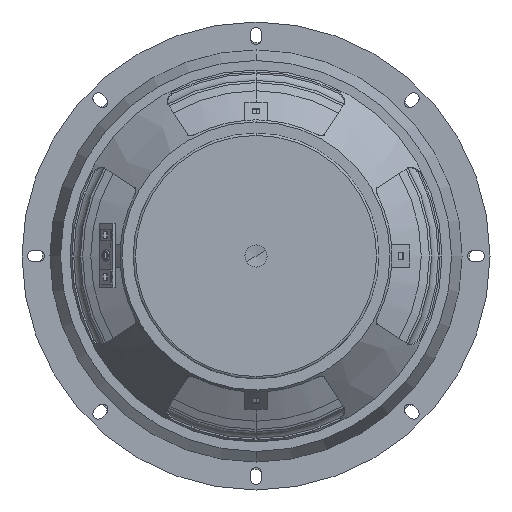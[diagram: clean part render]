
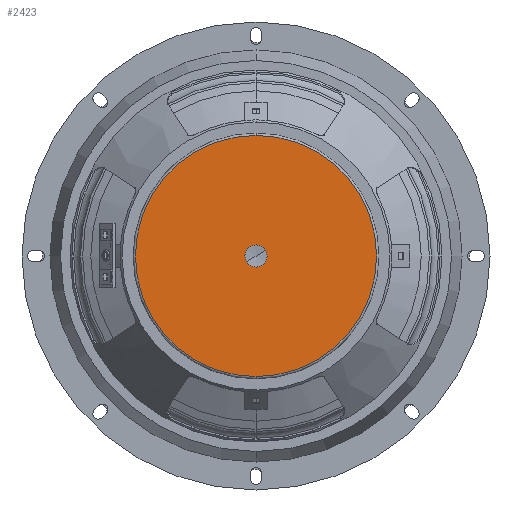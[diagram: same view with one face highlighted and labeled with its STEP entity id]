
A CAD part, front view. The second image highlights one B-rep face of the part: STEP entity #2423.
In plain terms, the highlighted planar face has unit normal (0, -1, 0).
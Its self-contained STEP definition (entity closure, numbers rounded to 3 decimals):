
#58 = AXIS2_PLACEMENT_3D ( 'NONE', #5259, #14026, #894 ) ;
#511 = EDGE_CURVE ( 'NONE', #1981, #11380, #10955, .T. ) ;
#562 = DIRECTION ( 'NONE',  ( 0., 0., -1. ) ) ;
#821 = PLANE ( 'NONE',  #58 ) ;
#894 = DIRECTION ( 'NONE',  ( 0., 0., -1. ) ) ;
#1981 = VERTEX_POINT ( 'NONE', #5063 ) ;
#2419 = ORIENTED_EDGE ( 'NONE', *, *, #4560, .T. ) ;
#2423 = ADVANCED_FACE ( 'NONE', ( #12733, #6352 ), #821, .T. ) ;
#2463 = EDGE_CURVE ( 'NONE', #6874, #11649, #4177, .T. ) ;
#2556 = EDGE_LOOP ( 'NONE', ( #4085, #2419 ) ) ;
#2687 = DIRECTION ( 'NONE',  ( 0., -1., 0. ) ) ;
#2878 = DIRECTION ( 'NONE',  ( 0., -1., 0. ) ) ;
#2933 = ORIENTED_EDGE ( 'NONE', *, *, #5597, .F. ) ;
#3096 = EDGE_LOOP ( 'NONE', ( #2933, #4390 ) ) ;
#3119 = AXIS2_PLACEMENT_3D ( 'NONE', #3780, #2687, #562 ) ;
#3780 = CARTESIAN_POINT ( 'NONE',  ( 0., -8., 0. ) ) ;
#4085 = ORIENTED_EDGE ( 'NONE', *, *, #511, .T. ) ;
#4177 = CIRCLE ( 'NONE', #12897, 5. ) ;
#4359 = DIRECTION ( 'NONE',  ( 0., 0., -1. ) ) ;
#4390 = ORIENTED_EDGE ( 'NONE', *, *, #2463, .F. ) ;
#4560 = EDGE_CURVE ( 'NONE', #11380, #1981, #13168, .T. ) ;
#5063 = CARTESIAN_POINT ( 'NONE',  ( 0., -8., -54. ) ) ;
#5259 = CARTESIAN_POINT ( 'NONE',  ( 0., -8., 0. ) ) ;
#5597 = EDGE_CURVE ( 'NONE', #11649, #6874, #5891, .T. ) ;
#5891 = CIRCLE ( 'NONE', #3119, 5. ) ;
#6352 = FACE_OUTER_BOUND ( 'NONE', #2556, .T. ) ;
#6801 = CARTESIAN_POINT ( 'NONE',  ( 0., -8., -5. ) ) ;
#6819 = CARTESIAN_POINT ( 'NONE',  ( 0., -8., 0. ) ) ;
#6874 = VERTEX_POINT ( 'NONE', #6801 ) ;
#8003 = DIRECTION ( 'NONE',  ( 0., 0., -1. ) ) ;
#8217 = CARTESIAN_POINT ( 'NONE',  ( 0., -8., 5. ) ) ;
#9668 = CARTESIAN_POINT ( 'NONE',  ( 0., -8., 0. ) ) ;
#10202 = CARTESIAN_POINT ( 'NONE',  ( 0., -8., 54. ) ) ;
#10250 = CARTESIAN_POINT ( 'NONE',  ( 0., -8., 0. ) ) ;
#10921 = DIRECTION ( 'NONE',  ( 0., -1., 0. ) ) ;
#10955 = CIRCLE ( 'NONE', #13466, 54. ) ;
#11380 = VERTEX_POINT ( 'NONE', #10202 ) ;
#11649 = VERTEX_POINT ( 'NONE', #8217 ) ;
#12522 = DIRECTION ( 'NONE',  ( 0., -1., 0. ) ) ;
#12733 = FACE_BOUND ( 'NONE', #3096, .T. ) ;
#12897 = AXIS2_PLACEMENT_3D ( 'NONE', #9668, #2878, #13965 ) ;
#12949 = AXIS2_PLACEMENT_3D ( 'NONE', #10250, #12522, #8003 ) ;
#13168 = CIRCLE ( 'NONE', #12949, 54. ) ;
#13466 = AXIS2_PLACEMENT_3D ( 'NONE', #6819, #10921, #4359 ) ;
#13965 = DIRECTION ( 'NONE',  ( 0., 0., -1. ) ) ;
#14026 = DIRECTION ( 'NONE',  ( 0., -1., 0. ) ) ;
